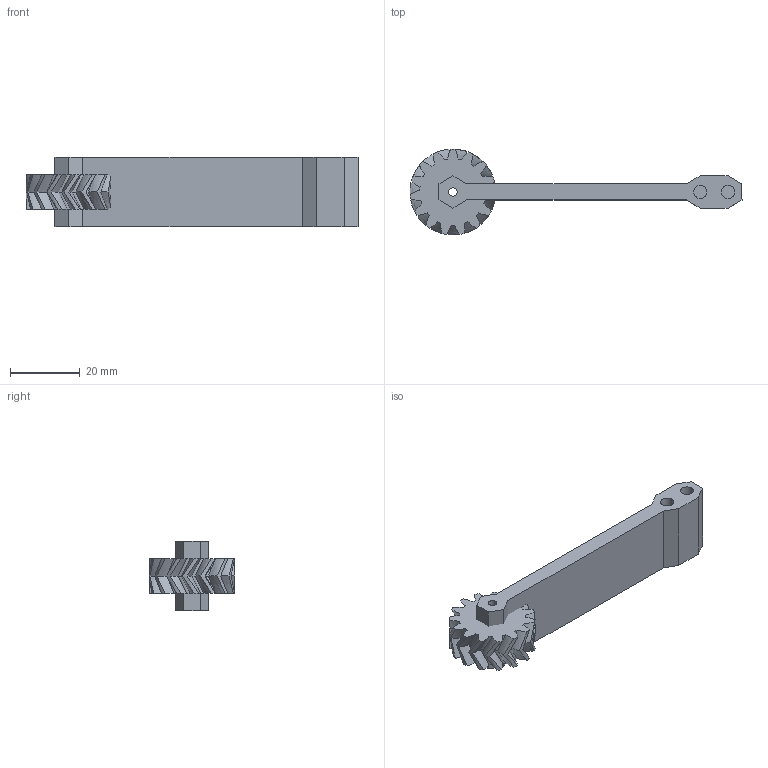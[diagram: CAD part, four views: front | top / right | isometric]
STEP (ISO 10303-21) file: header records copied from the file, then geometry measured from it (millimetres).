
FILE_DESCRIPTION(/* description */ (''),/* implementation_level */ '2;1');
FILE_NAME(/* name */ 'HexFlipperV2.ipt.step',/* time_stamp */ '2024-02-28T22:18:45-06:00',/* author */ ('smz3rm'),/* organization */ (''),/* preprocessor_version */ 'ST-DEVELOPER v18',/* originating_system */ 'Autodesk Inventor 2020',/* authorisation */ '');
FILE_SCHEMA (('AUTOMOTIVE_DESIGN { 1 0 10303 214 3 1 1 }'));
Length unit declared in the file: millimetre
Products named in the file (1): HexFlipperV2
Bounding box: 95.32 x 24.66 x 20 mm (x, y, z)
Volume: 12559.3 mm3; surface area: 7978.8 mm2
Topology: 2 solids, 2 shells, 137 faces, 365 edges, 237 vertices
Faces by surface type: bspline 90, plane 24, cylinder 23
Full cylindrical faces by diameter (mm): 2.3 x2, 2.4 x1, 3.2 x1, 3.75 x4
Entity records: 5818 total; most frequent: CARTESIAN_POINT 2981, ORIENTED_EDGE 730, EDGE_CURVE 365, B_SPLINE_CURVE_WITH_KNOTS 260, DIRECTION 256, VERTEX_POINT 237, EDGE_LOOP 146, FACE_OUTER_BOUND 137
